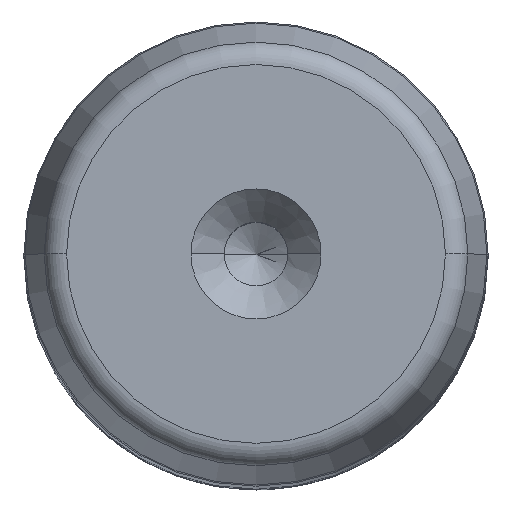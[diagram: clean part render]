
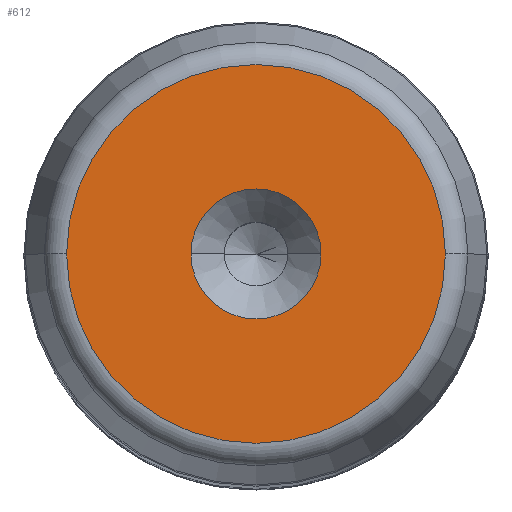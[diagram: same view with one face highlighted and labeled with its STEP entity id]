
A CAD part, top view. The second image highlights one B-rep face of the part: STEP entity #612.
In plain terms, the highlighted planar face has unit normal (0, 0, 1).
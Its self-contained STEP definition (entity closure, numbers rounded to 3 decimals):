
#113 = CARTESIAN_POINT ( 'NONE',  ( 0., 0., 200. ) ) ;
#115 = DIRECTION ( 'NONE',  ( 0., 0., 1. ) ) ;
#149 = DIRECTION ( 'NONE',  ( 1., 0., 0. ) ) ;
#365 = CARTESIAN_POINT ( 'NONE',  ( 0., 0., 200. ) ) ;
#387 = CARTESIAN_POINT ( 'NONE',  ( 0., 0., 200. ) ) ;
#540 = CARTESIAN_POINT ( 'NONE',  ( 0., 0., 200. ) ) ;
#563 = DIRECTION ( 'NONE',  ( 0., 0., 1. ) ) ;
#564 = CARTESIAN_POINT ( 'NONE',  ( 5.6, 0., 200. ) ) ;
#591 = VERTEX_POINT ( 'NONE', #1557 ) ;
#612 = ADVANCED_FACE ( 'NONE', ( #2870, #2232 ), #1570, .T. ) ;
#669 = EDGE_LOOP ( 'NONE', ( #1126, #1353 ) ) ;
#734 = CARTESIAN_POINT ( 'NONE',  ( -16.322, 0., 200. ) ) ;
#735 = ORIENTED_EDGE ( 'NONE', *, *, #3059, .T. ) ;
#760 = EDGE_CURVE ( 'NONE', #2007, #591, #1152, .T. ) ;
#983 = DIRECTION ( 'NONE',  ( 0., 0., 1. ) ) ;
#1059 = DIRECTION ( 'NONE',  ( 0., 0., 1. ) ) ;
#1126 = ORIENTED_EDGE ( 'NONE', *, *, #760, .F. ) ;
#1144 = EDGE_LOOP ( 'NONE', ( #1278, #735 ) ) ;
#1151 = CIRCLE ( 'NONE', #1757, 16.322 ) ;
#1152 = CIRCLE ( 'NONE', #1253, 5.6 ) ;
#1253 = AXIS2_PLACEMENT_3D ( 'NONE', #2482, #1059, #2020 ) ;
#1278 = ORIENTED_EDGE ( 'NONE', *, *, #1689, .T. ) ;
#1353 = ORIENTED_EDGE ( 'NONE', *, *, #1518, .F. ) ;
#1367 = DIRECTION ( 'NONE',  ( 0., 0., 1. ) ) ;
#1518 = EDGE_CURVE ( 'NONE', #591, #2007, #2238, .T. ) ;
#1557 = CARTESIAN_POINT ( 'NONE',  ( -5.6, 0., 200. ) ) ;
#1570 = PLANE ( 'NONE',  #1621 ) ;
#1621 = AXIS2_PLACEMENT_3D ( 'NONE', #387, #1367, #149 ) ;
#1689 = EDGE_CURVE ( 'NONE', #2636, #2669, #1865, .T. ) ;
#1700 = CARTESIAN_POINT ( 'NONE',  ( 16.322, 0., 200. ) ) ;
#1757 = AXIS2_PLACEMENT_3D ( 'NONE', #365, #115, #1794 ) ;
#1794 = DIRECTION ( 'NONE',  ( 1., 0., 0. ) ) ;
#1865 = CIRCLE ( 'NONE', #3024, 16.322 ) ;
#2004 = AXIS2_PLACEMENT_3D ( 'NONE', #540, #983, #2214 ) ;
#2007 = VERTEX_POINT ( 'NONE', #564 ) ;
#2020 = DIRECTION ( 'NONE',  ( 1., 0., 0. ) ) ;
#2214 = DIRECTION ( 'NONE',  ( 1., 0., 0. ) ) ;
#2232 = FACE_BOUND ( 'NONE', #669, .T. ) ;
#2238 = CIRCLE ( 'NONE', #2004, 5.6 ) ;
#2482 = CARTESIAN_POINT ( 'NONE',  ( 0., 0., 200. ) ) ;
#2636 = VERTEX_POINT ( 'NONE', #1700 ) ;
#2669 = VERTEX_POINT ( 'NONE', #734 ) ;
#2739 = DIRECTION ( 'NONE',  ( 1., 0., 0. ) ) ;
#2870 = FACE_OUTER_BOUND ( 'NONE', #1144, .T. ) ;
#3024 = AXIS2_PLACEMENT_3D ( 'NONE', #113, #563, #2739 ) ;
#3059 = EDGE_CURVE ( 'NONE', #2669, #2636, #1151, .T. ) ;
